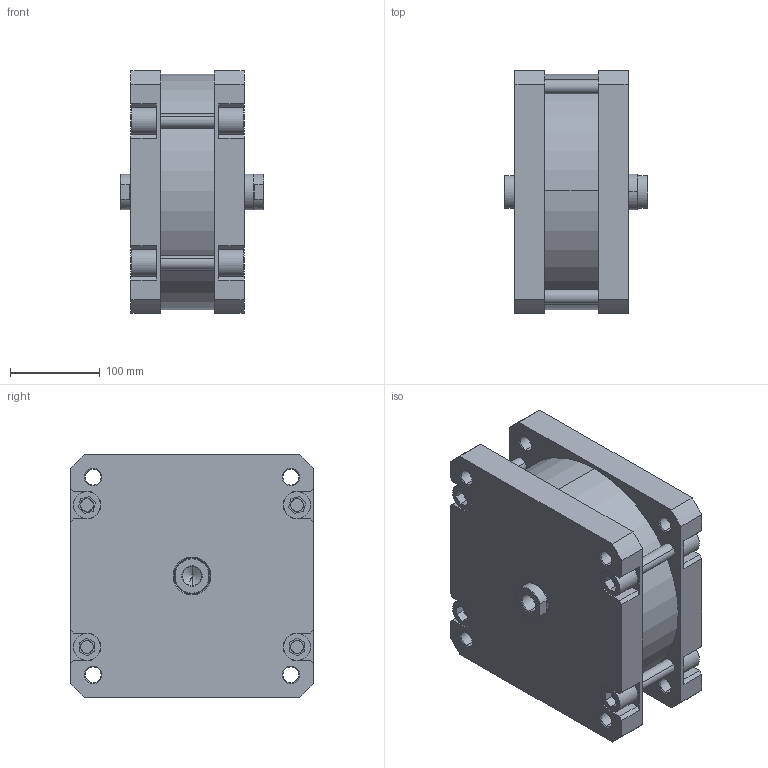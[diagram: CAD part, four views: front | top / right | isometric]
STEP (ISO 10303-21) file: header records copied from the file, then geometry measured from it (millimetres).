
FILE_DESCRIPTION (( 'STEP AP214' ), '1' );
FILE_NAME ('PKD 250-10 CYLINDER.STEP', '2010-08-31T09:57:37', ( '' ), ( '' ), 'SwSTEP 2.0', 'SolidWorks 2010', '' );
FILE_SCHEMA (( 'AUTOMOTIVE_DESIGN' ));
Length unit declared in the file: millimetre
Products named in the file (5): PK  250  BORU_Varsayýlan; PK  250  烰 KAPAK ; PKD  250    MÝL_DÝÞÝ  MÝL; PKD  250     SAPLAMA _Varsayýlan; PKD  250-10 CYLINDER
Assembly tree (8 placements, depth 2):
  PKD  250-10 CYLINDER
    PK  250  BORU_Varsayýlan
    PK  250  烰 KAPAK   x2
    PKD  250    MÝL_DÝÞÝ  MÝL
    PKD  250     SAPLAMA _Varsayýlan  x4
Bounding box: 160 x 270 x 270 mm (x, y, z)
Volume: 7453676.9 mm3; surface area: 702958.7 mm2
Topology: 8 solids, 8 shells, 344 faces, 820 edges, 520 vertices
Faces by surface type: plane 150, cylinder 120, cone 74
Entity records: 6032 total; most frequent: DIRECTION 1012, CARTESIAN_POINT 989, ORIENTED_EDGE 904, EDGE_CURVE 452, AXIS2_PLACEMENT_3D 375, VERTEX_POINT 288, LINE 262, VECTOR 262
